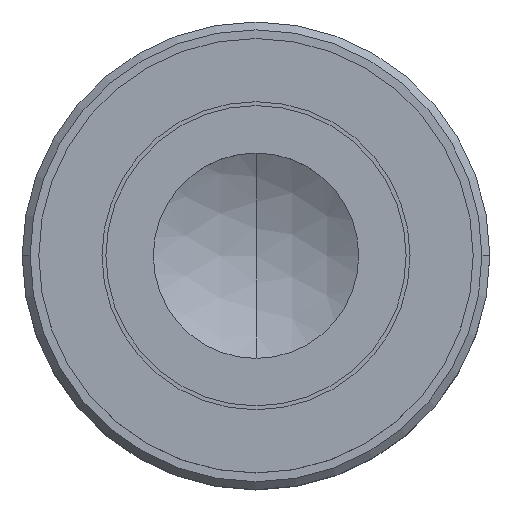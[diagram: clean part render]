
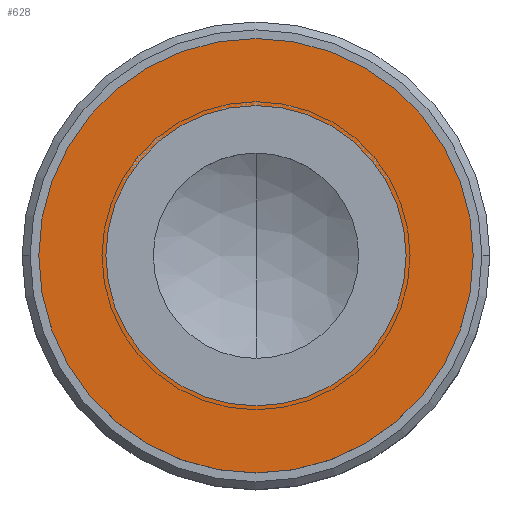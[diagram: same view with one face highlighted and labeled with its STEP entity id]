
A CAD part, top view. The second image highlights one B-rep face of the part: STEP entity #628.
In plain terms, the highlighted planar face has unit normal (0, 0, 1).
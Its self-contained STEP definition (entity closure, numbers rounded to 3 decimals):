
#1 = EDGE_CURVE ( 'NONE', #130, #25, #463, .T. ) ;
#25 = VERTEX_POINT ( 'NONE', #755 ) ;
#33 = DIRECTION ( 'NONE',  ( 0., 0., 1. ) ) ;
#54 = ORIENTED_EDGE ( 'NONE', *, *, #1, .T. ) ;
#81 = ORIENTED_EDGE ( 'NONE', *, *, #632, .F. ) ;
#101 = EDGE_CURVE ( 'NONE', #529, #489, #450, .T. ) ;
#123 = CARTESIAN_POINT ( 'NONE',  ( 0., 0., 7.3 ) ) ;
#130 = VERTEX_POINT ( 'NONE', #173 ) ;
#134 = DIRECTION ( 'NONE',  ( 0., 0., 1. ) ) ;
#143 = ORIENTED_EDGE ( 'NONE', *, *, #101, .F. ) ;
#169 = DIRECTION ( 'NONE',  ( 1., 0., 0. ) ) ;
#173 = CARTESIAN_POINT ( 'NONE',  ( 27.5, 0., 7.3 ) ) ;
#199 = DIRECTION ( 'NONE',  ( 0., 0., -1. ) ) ;
#244 = FACE_BOUND ( 'NONE', #720, .T. ) ;
#276 = CARTESIAN_POINT ( 'NONE',  ( -19., 0., 7.3 ) ) ;
#317 = DIRECTION ( 'NONE',  ( 1., 0., 0. ) ) ;
#323 = EDGE_CURVE ( 'NONE', #25, #130, #611, .T. ) ;
#335 = CARTESIAN_POINT ( 'NONE',  ( 0., 0., 7.3 ) ) ;
#381 = CARTESIAN_POINT ( 'NONE',  ( 0., 0., 7.3 ) ) ;
#399 = CIRCLE ( 'NONE', #777, 19. ) ;
#417 = FACE_OUTER_BOUND ( 'NONE', #718, .T. ) ;
#423 = ORIENTED_EDGE ( 'NONE', *, *, #323, .T. ) ;
#446 = AXIS2_PLACEMENT_3D ( 'NONE', #575, #774, #766 ) ;
#450 = CIRCLE ( 'NONE', #446, 19. ) ;
#463 = CIRCLE ( 'NONE', #749, 27.5 ) ;
#488 = CARTESIAN_POINT ( 'NONE',  ( 0., 27.5, 7.3 ) ) ;
#489 = VERTEX_POINT ( 'NONE', #276 ) ;
#491 = PLANE ( 'NONE',  #730 ) ;
#525 = AXIS2_PLACEMENT_3D ( 'NONE', #335, #33, #169 ) ;
#529 = VERTEX_POINT ( 'NONE', #723 ) ;
#552 = DIRECTION ( 'NONE',  ( 1., 0., 0. ) ) ;
#575 = CARTESIAN_POINT ( 'NONE',  ( 0., 0., 7.3 ) ) ;
#607 = DIRECTION ( 'NONE',  ( -1., 0., 0. ) ) ;
#611 = CIRCLE ( 'NONE', #525, 27.5 ) ;
#628 = ADVANCED_FACE ( 'NONE', ( #244, #417 ), #491, .F. ) ;
#632 = EDGE_CURVE ( 'NONE', #489, #529, #399, .T. ) ;
#678 = DIRECTION ( 'NONE',  ( 0., 0., 1. ) ) ;
#718 = EDGE_LOOP ( 'NONE', ( #54, #423 ) ) ;
#720 = EDGE_LOOP ( 'NONE', ( #143, #81 ) ) ;
#723 = CARTESIAN_POINT ( 'NONE',  ( 19., 0., 7.3 ) ) ;
#730 = AXIS2_PLACEMENT_3D ( 'NONE', #488, #199, #607 ) ;
#749 = AXIS2_PLACEMENT_3D ( 'NONE', #381, #134, #552 ) ;
#755 = CARTESIAN_POINT ( 'NONE',  ( -27.5, 0., 7.3 ) ) ;
#766 = DIRECTION ( 'NONE',  ( 1., 0., 0. ) ) ;
#774 = DIRECTION ( 'NONE',  ( 0., 0., 1. ) ) ;
#777 = AXIS2_PLACEMENT_3D ( 'NONE', #123, #678, #317 ) ;
